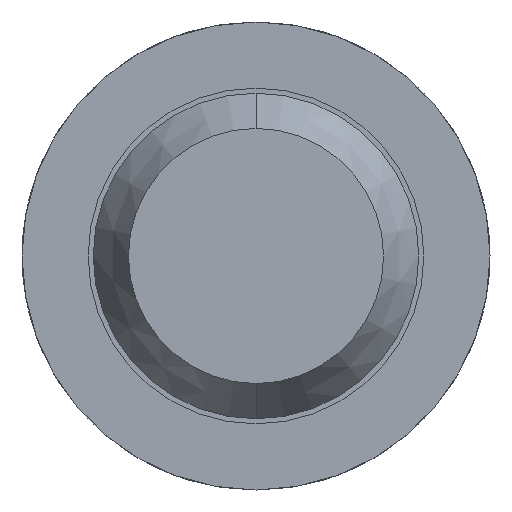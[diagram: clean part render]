
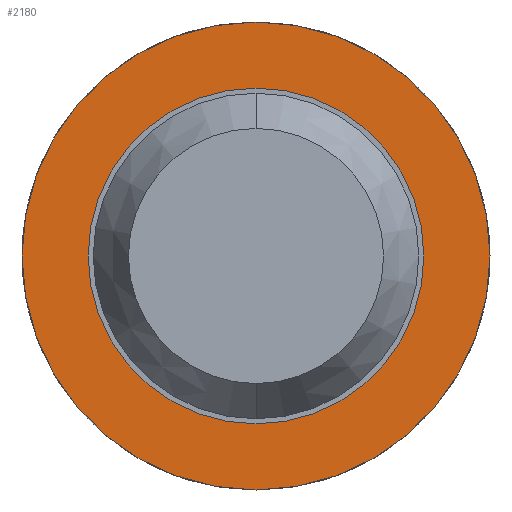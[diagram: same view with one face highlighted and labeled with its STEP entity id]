
A CAD part, front view. The second image highlights one B-rep face of the part: STEP entity #2180.
In plain terms, the highlighted planar face has unit normal (0, -1, 0).
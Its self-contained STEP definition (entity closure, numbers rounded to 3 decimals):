
#81 = CARTESIAN_POINT ( 'NONE',  ( 0., -1.7, -1.15 ) ) ;
#107 = EDGE_CURVE ( 'Defeature ausgef�hrt3_14+Defeature ausgef�hrt3_13+Defeature ausgef�hrt3_13+Defeature ausgef�hrt3_13', #131, #4147, #2449, .T. ) ;
#110 = AXIS2_PLACEMENT_3D ( 'NONE', #625, #952, #3979 ) ;
#131 = VERTEX_POINT ( 'NONE', #866 ) ;
#230 = FACE_BOUND ( 'NONE', #1406, .T. ) ;
#470 = ORIENTED_EDGE ( 'NONE', *, *, #3641, .F. ) ;
#523 = CARTESIAN_POINT ( 'NONE',  ( 0., -1.7, 1.15 ) ) ;
#625 = CARTESIAN_POINT ( 'NONE',  ( 0., -1.7, 0. ) ) ;
#866 = CARTESIAN_POINT ( 'NONE',  ( 0., -1.7, 0.825 ) ) ;
#912 = CARTESIAN_POINT ( 'NONE',  ( 0., -1.7, 0. ) ) ;
#952 = DIRECTION ( 'NONE',  ( 0., 1., 0. ) ) ;
#973 = AXIS2_PLACEMENT_3D ( 'NONE', #912, #3844, #1660 ) ;
#981 = CIRCLE ( 'NONE', #110, 1.15 ) ;
#1000 = VERTEX_POINT ( 'NONE', #81 ) ;
#1066 = EDGE_CURVE ( 'Defeature ausgef�hrt3_14+Defeature ausgef�hrt3_13+Defeature ausgef�hrt3_13+Defeature ausgef�hrt3_13', #4147, #131, #4361, .T. ) ;
#1069 = ORIENTED_EDGE ( 'NONE', *, *, #107, .T. ) ;
#1104 = AXIS2_PLACEMENT_3D ( 'NONE', #4783, #3742, #1114 ) ;
#1114 = DIRECTION ( 'NONE',  ( 0., 0., 1. ) ) ;
#1406 = EDGE_LOOP ( 'NONE', ( #1069, #1532 ) ) ;
#1522 = EDGE_LOOP ( 'NONE', ( #2225, #470 ) ) ;
#1532 = ORIENTED_EDGE ( 'NONE', *, *, #1066, .T. ) ;
#1660 = DIRECTION ( 'NONE',  ( 0., 0., 1. ) ) ;
#1947 = EDGE_CURVE ( 'Defeature ausgef�hrt3_10+Defeature ausgef�hrt3_14+Defeature ausgef�hrt3_14+Defeature ausgef�hrt3_14', #3427, #1000, #981, .T. ) ;
#2108 = AXIS2_PLACEMENT_3D ( 'NONE', #3281, #4736, #3944 ) ;
#2180 = ADVANCED_FACE ( 'Defeature ausgef�hrt3_14', ( #4128, #230 ), #4030, .F. ) ;
#2225 = ORIENTED_EDGE ( 'NONE', *, *, #1947, .F. ) ;
#2295 = DIRECTION ( 'NONE',  ( 0., 0., 1. ) ) ;
#2324 = CARTESIAN_POINT ( 'NONE',  ( 0., -1.7, 0. ) ) ;
#2449 = CIRCLE ( 'NONE', #973, 0.825 ) ;
#2587 = CIRCLE ( 'NONE', #2108, 1.15 ) ;
#3038 = DIRECTION ( 'NONE',  ( 0., 1., 0. ) ) ;
#3281 = CARTESIAN_POINT ( 'NONE',  ( 0., -1.7, 0. ) ) ;
#3324 = CARTESIAN_POINT ( 'NONE',  ( 0., -1.7, -0.825 ) ) ;
#3427 = VERTEX_POINT ( 'NONE', #523 ) ;
#3641 = EDGE_CURVE ( 'Defeature ausgef�hrt3_10+Defeature ausgef�hrt3_14+Defeature ausgef�hrt3_14+Defeature ausgef�hrt3_14', #1000, #3427, #2587, .T. ) ;
#3742 = DIRECTION ( 'NONE',  ( 0., 1., 0. ) ) ;
#3834 = AXIS2_PLACEMENT_3D ( 'NONE', #2324, #3038, #2295 ) ;
#3844 = DIRECTION ( 'NONE',  ( 0., 1., 0. ) ) ;
#3944 = DIRECTION ( 'NONE',  ( 0., 0., 1. ) ) ;
#3979 = DIRECTION ( 'NONE',  ( 0., 0., 1. ) ) ;
#4030 = PLANE ( 'NONE',  #1104 ) ;
#4128 = FACE_OUTER_BOUND ( 'NONE', #1522, .T. ) ;
#4147 = VERTEX_POINT ( 'NONE', #3324 ) ;
#4361 = CIRCLE ( 'NONE', #3834, 0.825 ) ;
#4736 = DIRECTION ( 'NONE',  ( 0., 1., 0. ) ) ;
#4783 = CARTESIAN_POINT ( 'NONE',  ( 0.825, -1.7, 0. ) ) ;
